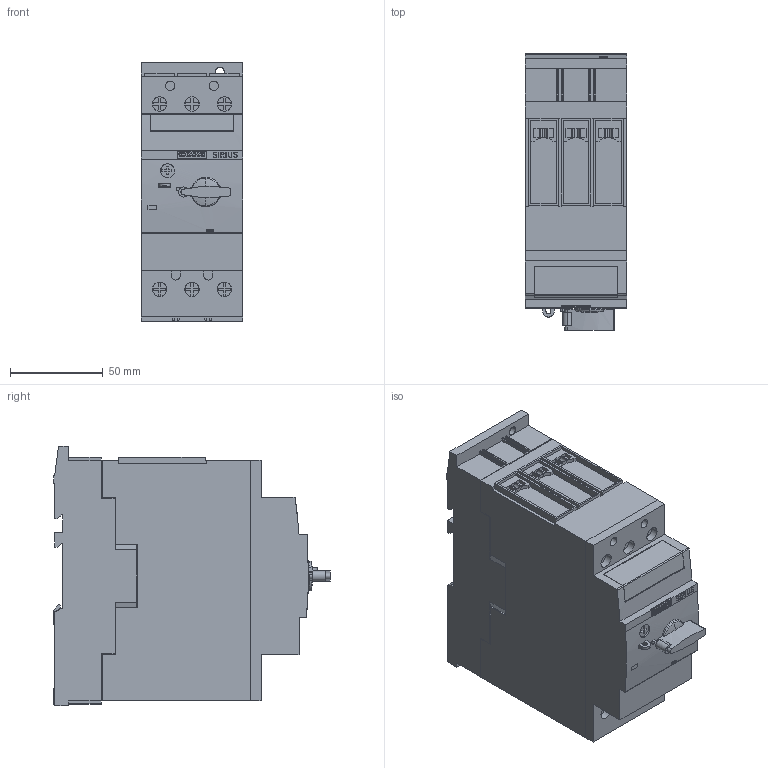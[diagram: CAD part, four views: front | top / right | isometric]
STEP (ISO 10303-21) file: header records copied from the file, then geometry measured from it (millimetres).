
FILE_DESCRIPTION(('no description'),'unknown implementation level');
FILE_NAME('3RV2032-4AA10_3D_v.stp',' ',('SIEMENS A&D'),('CADClick - KiM GmbH - www.kimweb.de'),'unknown preprocess','ACIS','unknown authorization');
FILE_SCHEMA(('automotive_design'));
Length unit declared in the file: millimetre
Products named in the file (1): 1
Bounding box: 54.8 x 149.3 x 140 mm (x, y, z)
Volume: 883442.8 mm3; surface area: 75316.6 mm2
Topology: 1 solids, 7 shells, 922 faces, 2546 edges, 1676 vertices
Faces by surface type: plane 722, cylinder 176, cone 12, torus 8, sphere 4
Entity records: 57934 total; most frequent: CARTESIAN_POINT 5419, STYLED_ITEM 5141, PRESENTATION_STYLE_ASSIGNMENT 5141, COLOUR_RGB 5141, ORIENTED_EDGE 5084, DIRECTION 4900, EDGE_CURVE 2542, CURVE_STYLE 2542
